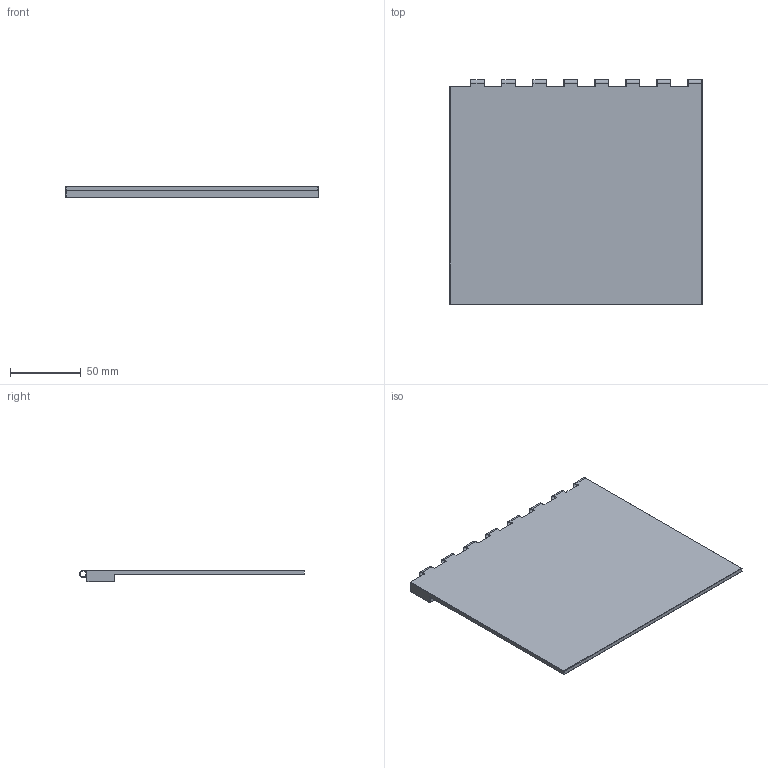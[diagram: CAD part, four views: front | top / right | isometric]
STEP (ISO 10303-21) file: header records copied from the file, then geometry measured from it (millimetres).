
FILE_DESCRIPTION(/* description */ ('STEP AP242 Edition 2','CAx-IF Rec.Pracs.---Representation and Presentation of Product Manufacturing Information (PMI)---4.0---2014-10-13','CAx-IF Rec.Pracs.---3D Tessellated Geometry---0.4---2014-09-14','2;1','CAx-IF Rec.Pracs.---User Defined Attributes---1.5---2016-08-15'),/* implementation_level */ '2;1');
FILE_NAME(/* name */ '693f1b3363d45a1661a32804',/* time_stamp */ '2025-12-14T20:16:52Z',/* author */ (''),/* organization */ (''),/* preprocessor_version */ 'ST-DEVELOPER v20',/* originating_system */ 'ONSHAPE BY PTC INC, 1.208',/* authorisation */ ' ');
FILE_SCHEMA (('AP242_MANAGED_MODEL_BASED_3D_ENGINEERING_MIM_LF { 1 0 10303 442 3 1 4 }'));
Length unit declared in the file: metre
Products named in the file (1): Part 1
Bounding box: 178.53 x 159.27 x 8 mm (x, y, z)
Volume: 101108 mm3; surface area: 60714.8 mm2
Topology: 1 solids, 1 shells, 122 faces, 328 edges, 194 vertices
Faces by surface type: cylinder 61, plane 31, torus 24, sphere 6
Full cylindrical faces by diameter (mm): 4.25 x8
Entity records: 3670 total; most frequent: DIRECTION 670, CARTESIAN_POINT 655, ORIENTED_EDGE 596, EDGE_CURVE 298, AXIS2_PLACEMENT_3D 265, VERTEX_POINT 186, EDGE_LOOP 146, FACE_BOUND 146
